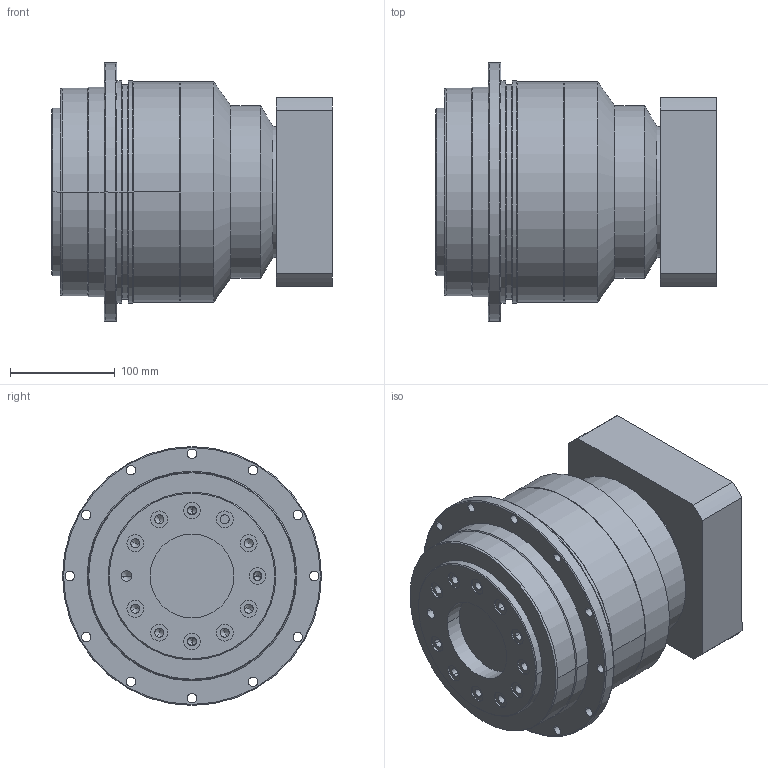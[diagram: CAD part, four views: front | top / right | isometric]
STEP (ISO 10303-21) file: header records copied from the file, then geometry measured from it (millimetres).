
FILE_DESCRIPTION(/* description */ (''),/* implementation_level */ '2;1');
FILE_NAME(/* name */ 'TD200-L2-35-114.3-200-M12-80-3.stp',/* time_stamp */ '2020-05-14T14:35:27+08:00',/* author */ (''),/* organization */ (''),/* preprocessor_version */ 'ST-DEVELOPER v16',/* originating_system */ 'SIEMENS PLM Software NX 10.0',/* authorisation */ '');
FILE_SCHEMA (('CONFIG_CONTROL_DESIGN'));
Length unit declared in the file: millimetre
Products named in the file (1): _model105
Bounding box: 267.5 x 247 x 247 mm (x, y, z)
Volume: 7242643.5 mm3; surface area: 540019.2 mm2
Topology: 6 solids, 6 shells, 395 faces, 931 edges, 551 vertices
Faces by surface type: cylinder 169, cone 144, plane 68, torus 14
Full cylindrical faces by diameter (mm): 1.6 x1, 6.8 x1, 8.5 x1, 9 x6, 10 x4, 14 x2, 16 x11, 16.7 x1, 35 x1, 35.5 x1, 49.5 x1, 52 x2, 55 x3, 60 x1, 75 x1, 95 x1, 100 x1, 110 x1, 125 x2, 165 x1, 210 x1
Entity records: 10758 total; most frequent: DIRECTION 1978, CARTESIAN_POINT 1966, ORIENTED_EDGE 1564, AXIS2_PLACEMENT_3D 841, EDGE_CURVE 782, EDGE_LOOP 561, VERTEX_POINT 527, CIRCLE 445
